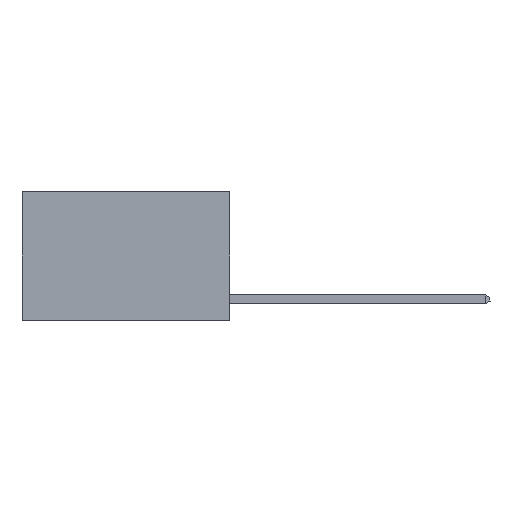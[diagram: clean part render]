
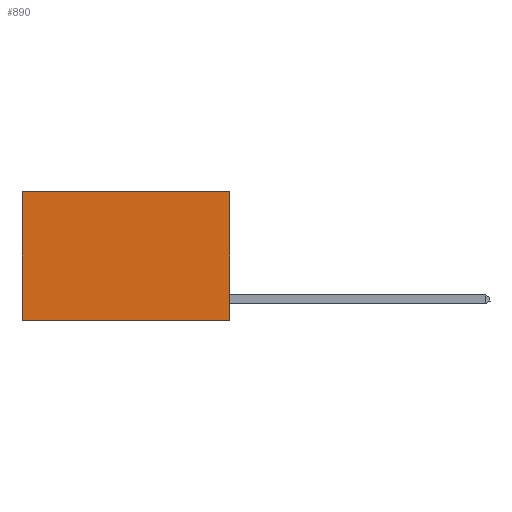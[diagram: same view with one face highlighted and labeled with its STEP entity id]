
A CAD part, left-side view. The second image highlights one B-rep face of the part: STEP entity #890.
In plain terms, the highlighted planar face has unit normal (-1, 0, 0).
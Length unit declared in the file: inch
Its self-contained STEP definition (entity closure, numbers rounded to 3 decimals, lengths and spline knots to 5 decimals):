
#560 = LINE ( 'NONE', #23601, #11864 ) ;
#890 = ADVANCED_FACE ( 'NONE', ( #20927 ), #1675, .F. ) ;
#1003 = EDGE_CURVE ( 'NONE', #2255, #12314, #560, .T. ) ;
#1675 = PLANE ( 'NONE',  #23549 ) ;
#2255 = VERTEX_POINT ( 'NONE', #25462 ) ;
#4192 = CARTESIAN_POINT ( 'NONE',  ( 0.2625, 0., 0. ) ) ;
#4208 = ORIENTED_EDGE ( 'NONE', *, *, #26402, .F. ) ;
#4587 = ORIENTED_EDGE ( 'NONE', *, *, #4882, .T. ) ;
#4882 = EDGE_CURVE ( 'NONE', #8767, #2255, #8229, .T. ) ;
#7397 = CARTESIAN_POINT ( 'NONE',  ( 0.2625, 0., -0.37 ) ) ;
#8229 = LINE ( 'NONE', #8768, #17462 ) ;
#8767 = VERTEX_POINT ( 'NONE', #4192 ) ;
#8768 = CARTESIAN_POINT ( 'NONE',  ( 0.2625, 0., 0. ) ) ;
#10528 = DIRECTION ( 'NONE',  ( 1., 0., 0. ) ) ;
#11193 = VECTOR ( 'NONE', #13566, 39.37008 ) ;
#11702 = CARTESIAN_POINT ( 'NONE',  ( 0.2625, 0., -0.37 ) ) ;
#11864 = VECTOR ( 'NONE', #17833, 39.37008 ) ;
#12314 = VERTEX_POINT ( 'NONE', #16811 ) ;
#13566 = DIRECTION ( 'NONE',  ( 0., 0., -1. ) ) ;
#13676 = VERTEX_POINT ( 'NONE', #11702 ) ;
#14621 = DIRECTION ( 'NONE',  ( 0., 0., -1. ) ) ;
#15975 = DIRECTION ( 'NONE',  ( 0., 1., 0. ) ) ;
#16708 = EDGE_CURVE ( 'NONE', #13676, #12314, #19866, .T. ) ;
#16716 = VECTOR ( 'NONE', #15975, 39.37008 ) ;
#16811 = CARTESIAN_POINT ( 'NONE',  ( 0.2625, 0.6, -0.37 ) ) ;
#17462 = VECTOR ( 'NONE', #27496, 39.37008 ) ;
#17833 = DIRECTION ( 'NONE',  ( 0., 0., -1. ) ) ;
#19082 = CARTESIAN_POINT ( 'NONE',  ( 0.2625, 0., 0. ) ) ;
#19866 = LINE ( 'NONE', #7397, #16716 ) ;
#20766 = EDGE_LOOP ( 'NONE', ( #21995, #21215, #4208, #4587 ) ) ;
#20927 = FACE_OUTER_BOUND ( 'NONE', #20766, .T. ) ;
#21215 = ORIENTED_EDGE ( 'NONE', *, *, #16708, .F. ) ;
#21995 = ORIENTED_EDGE ( 'NONE', *, *, #1003, .T. ) ;
#22008 = CARTESIAN_POINT ( 'NONE',  ( 0.2625, 0., 0. ) ) ;
#22149 = LINE ( 'NONE', #22008, #11193 ) ;
#23549 = AXIS2_PLACEMENT_3D ( 'NONE', #19082, #10528, #14621 ) ;
#23601 = CARTESIAN_POINT ( 'NONE',  ( 0.2625, 0.6, 0. ) ) ;
#25462 = CARTESIAN_POINT ( 'NONE',  ( 0.2625, 0.6, 0. ) ) ;
#26402 = EDGE_CURVE ( 'NONE', #8767, #13676, #22149, .T. ) ;
#27496 = DIRECTION ( 'NONE',  ( 0., 1., 0. ) ) ;
